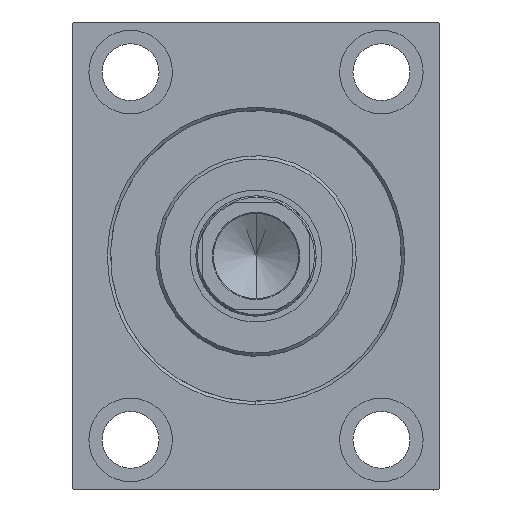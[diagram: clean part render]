
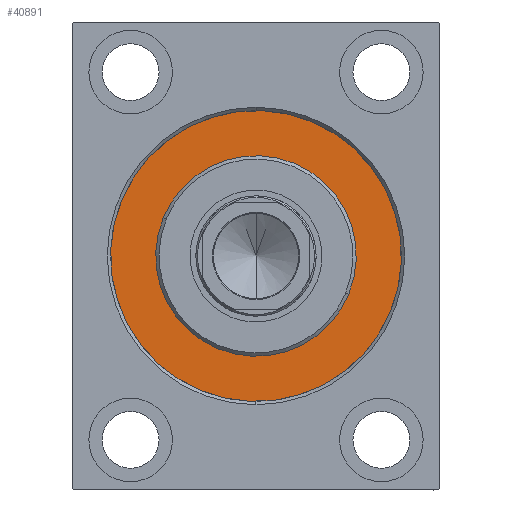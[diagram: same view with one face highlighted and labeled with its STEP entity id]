
A CAD part, left-side view. The second image highlights one B-rep face of the part: STEP entity #40891.
In plain terms, the highlighted face is planar.
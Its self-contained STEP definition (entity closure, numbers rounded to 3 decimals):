
#645 = AXIS2_PLACEMENT_3D ( 'NONE', #5801, #29726, #9416 ) ;
#1056 = DIRECTION ( 'NONE',  ( 0., 0., -1. ) ) ;
#2288 = VERTEX_POINT ( 'NONE', #11472 ) ;
#5568 = PLANE ( 'NONE',  #645 ) ;
#5801 = CARTESIAN_POINT ( 'NONE',  ( 0., 0., 0. ) ) ;
#9416 = DIRECTION ( 'NONE',  ( 0., 0., 1. ) ) ;
#9505 = VERTEX_POINT ( 'NONE', #12151 ) ;
#11472 = CARTESIAN_POINT ( 'NONE',  ( 0., 0., -43.5 ) ) ;
#11571 = CIRCLE ( 'NONE', #27427, 30. ) ;
#12151 = CARTESIAN_POINT ( 'NONE',  ( 0., 0., 30. ) ) ;
#12323 = CARTESIAN_POINT ( 'NONE',  ( 0., 0., 0. ) ) ;
#12343 = FACE_OUTER_BOUND ( 'NONE', #40713, .T. ) ;
#13559 = DIRECTION ( 'NONE',  ( -1., 0., 0. ) ) ;
#14231 = EDGE_CURVE ( 'NONE', #30642, #9505, #21628, .T. ) ;
#15034 = EDGE_CURVE ( 'NONE', #9505, #30642, #11571, .T. ) ;
#17015 = CIRCLE ( 'NONE', #27803, 43.5 ) ;
#19909 = EDGE_LOOP ( 'NONE', ( #26906, #37317 ) ) ;
#21628 = CIRCLE ( 'NONE', #25967, 30. ) ;
#22194 = EDGE_CURVE ( 'NONE', #34766, #2288, #31978, .T. ) ;
#22476 = DIRECTION ( 'NONE',  ( 1., 0., 0. ) ) ;
#24042 = AXIS2_PLACEMENT_3D ( 'NONE', #28214, #13559, #41126 ) ;
#24228 = DIRECTION ( 'NONE',  ( 0., 0., 1. ) ) ;
#25967 = AXIS2_PLACEMENT_3D ( 'NONE', #12323, #22476, #1056 ) ;
#26906 = ORIENTED_EDGE ( 'NONE', *, *, #15034, .F. ) ;
#27427 = AXIS2_PLACEMENT_3D ( 'NONE', #38768, #38547, #31995 ) ;
#27607 = DIRECTION ( 'NONE',  ( -1., 0., 0. ) ) ;
#27803 = AXIS2_PLACEMENT_3D ( 'NONE', #44348, #27607, #24228 ) ;
#28214 = CARTESIAN_POINT ( 'NONE',  ( 0., 0., 0. ) ) ;
#29726 = DIRECTION ( 'NONE',  ( -1., 0., 0. ) ) ;
#30642 = VERTEX_POINT ( 'NONE', #32661 ) ;
#31978 = CIRCLE ( 'NONE', #24042, 43.5 ) ;
#31995 = DIRECTION ( 'NONE',  ( 0., 0., -1. ) ) ;
#32563 = EDGE_CURVE ( 'NONE', #2288, #34766, #17015, .T. ) ;
#32661 = CARTESIAN_POINT ( 'NONE',  ( 0., 0., -30. ) ) ;
#34766 = VERTEX_POINT ( 'NONE', #42420 ) ;
#37317 = ORIENTED_EDGE ( 'NONE', *, *, #14231, .F. ) ;
#38547 = DIRECTION ( 'NONE',  ( 1., 0., 0. ) ) ;
#38768 = CARTESIAN_POINT ( 'NONE',  ( 0., 0., 0. ) ) ;
#38909 = ORIENTED_EDGE ( 'NONE', *, *, #22194, .F. ) ;
#40358 = FACE_BOUND ( 'NONE', #19909, .T. ) ;
#40713 = EDGE_LOOP ( 'NONE', ( #42032, #38909 ) ) ;
#40891 = ADVANCED_FACE ( 'NONE', ( #40358, #12343 ), #5568, .F. ) ;
#41126 = DIRECTION ( 'NONE',  ( 0., 0., 1. ) ) ;
#42032 = ORIENTED_EDGE ( 'NONE', *, *, #32563, .F. ) ;
#42420 = CARTESIAN_POINT ( 'NONE',  ( 0., 0., 43.5 ) ) ;
#44348 = CARTESIAN_POINT ( 'NONE',  ( 0., 0., 0. ) ) ;
